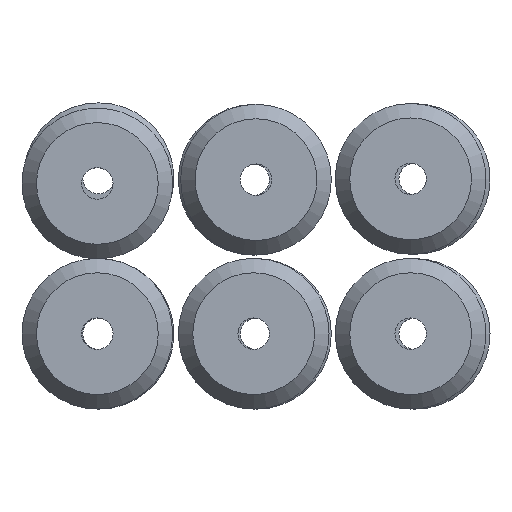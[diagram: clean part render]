
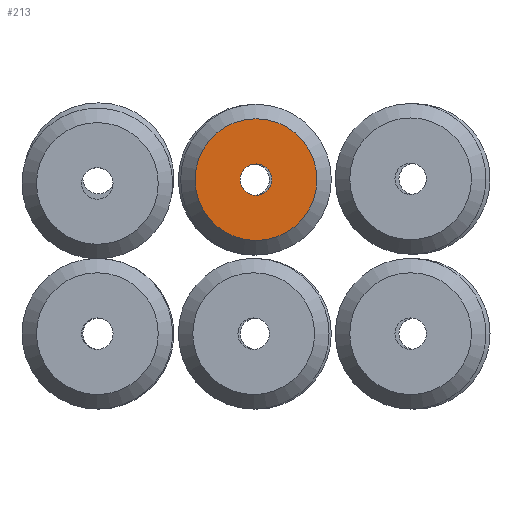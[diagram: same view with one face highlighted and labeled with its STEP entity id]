
A CAD part, top view. The second image highlights one B-rep face of the part: STEP entity #213.
In plain terms, the highlighted planar face has unit normal (0, 0, 1).
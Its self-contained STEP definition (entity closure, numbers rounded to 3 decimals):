
#65=FACE_BOUND('',#98,.T.);
#69=PLANE('',#285);
#84=FACE_OUTER_BOUND('',#97,.T.);
#97=EDGE_LOOP('',(#197));
#98=EDGE_LOOP('',(#198));
#119=CIRCLE('',#269,2.829);
#123=CIRCLE('',#275,0.73);
#132=VERTEX_POINT('',#395);
#136=VERTEX_POINT('',#407);
#147=EDGE_CURVE('',#132,#132,#119,.T.);
#152=EDGE_CURVE('',#136,#136,#123,.T.);
#197=ORIENTED_EDGE('',*,*,#147,.T.);
#198=ORIENTED_EDGE('',*,*,#152,.F.);
#213=ADVANCED_FACE('',(#84,#65),#69,.T.);
#269=AXIS2_PLACEMENT_3D('',#397,#317,#318);
#275=AXIS2_PLACEMENT_3D('',#408,#330,#331);
#285=AXIS2_PLACEMENT_3D('',#426,#354,#355);
#317=DIRECTION('center_axis',(0.,0.,1.));
#318=DIRECTION('ref_axis',(1.,0.,0.));
#330=DIRECTION('center_axis',(0.,0.,1.));
#331=DIRECTION('ref_axis',(1.,0.,0.));
#354=DIRECTION('center_axis',(0.,0.,1.));
#355=DIRECTION('ref_axis',(1.,0.,0.));
#395=CARTESIAN_POINT('',(2.829,0.,3.));
#397=CARTESIAN_POINT('Origin',(0.,0.,3.));
#407=CARTESIAN_POINT('',(0.73,0.,3.));
#408=CARTESIAN_POINT('Origin',(0.,0.,3.));
#426=CARTESIAN_POINT('Origin',(0.,0.,3.));
